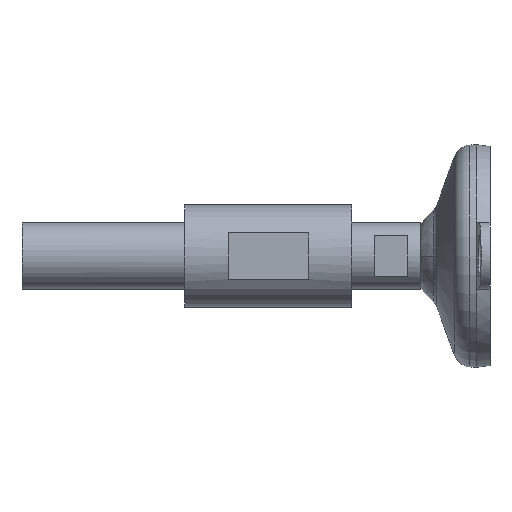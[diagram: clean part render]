
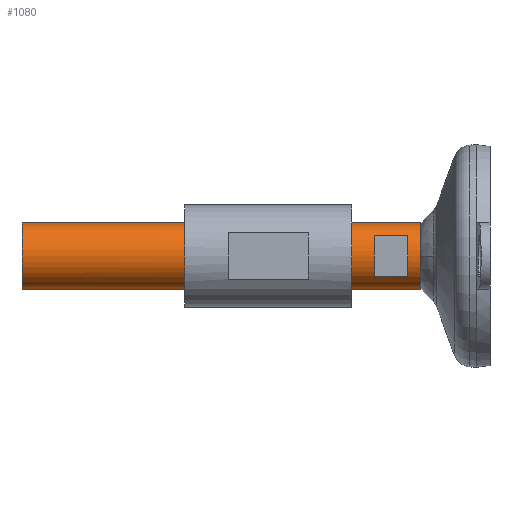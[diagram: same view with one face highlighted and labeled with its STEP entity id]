
A CAD part, left-side view. The second image highlights one B-rep face of the part: STEP entity #1080.
In plain terms, the highlighted cylindrical face has radius 15 mm (diameter 30 mm), a partial arc.
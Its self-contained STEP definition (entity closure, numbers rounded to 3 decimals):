
#5 = CARTESIAN_POINT ( 'NONE',  ( -12., 52., -9. ) ) ;
#28 = VERTEX_POINT ( 'NONE', #866 ) ;
#32 = CIRCLE ( 'NONE', #1112, 15. ) ;
#96 = EDGE_LOOP ( 'NONE', ( #984, #1512, #412, #706 ) ) ;
#111 = CARTESIAN_POINT ( 'NONE',  ( 0., 0., 15. ) ) ;
#117 = DIRECTION ( 'NONE',  ( 0., 0., 1. ) ) ;
#145 = EDGE_CURVE ( 'NONE', #838, #743, #32, .T. ) ;
#155 = VERTEX_POINT ( 'NONE', #841 ) ;
#168 = DIRECTION ( 'NONE',  ( 0., -1., 0. ) ) ;
#212 = AXIS2_PLACEMENT_3D ( 'NONE', #1464, #1198, #930 ) ;
#229 = CARTESIAN_POINT ( 'NONE',  ( 0., 31.274, 15. ) ) ;
#232 = CARTESIAN_POINT ( 'NONE',  ( -12., 0., 9. ) ) ;
#268 = VECTOR ( 'NONE', #527, 1000. ) ;
#289 = LINE ( 'NONE', #1206, #1429 ) ;
#322 = EDGE_CURVE ( 'NONE', #1197, #1057, #655, .T. ) ;
#362 = EDGE_CURVE ( 'NONE', #28, #743, #501, .T. ) ;
#373 = EDGE_CURVE ( 'NONE', #155, #838, #1297, .T. ) ;
#383 = AXIS2_PLACEMENT_3D ( 'NONE', #479, #584, #1004 ) ;
#412 = ORIENTED_EDGE ( 'NONE', *, *, #322, .T. ) ;
#416 = ORIENTED_EDGE ( 'NONE', *, *, #373, .F. ) ;
#428 = DIRECTION ( 'NONE',  ( 0., 1., 0. ) ) ;
#448 = CARTESIAN_POINT ( 'NONE',  ( -12., 37., 9. ) ) ;
#453 = EDGE_CURVE ( 'NONE', #1057, #1599, #495, .T. ) ;
#471 = CIRCLE ( 'NONE', #212, 15. ) ;
#479 = CARTESIAN_POINT ( 'NONE',  ( 0., 0., 0. ) ) ;
#495 = CIRCLE ( 'NONE', #632, 15. ) ;
#501 = LINE ( 'NONE', #1056, #562 ) ;
#527 = DIRECTION ( 'NONE',  ( 0., -1., 0. ) ) ;
#545 = AXIS2_PLACEMENT_3D ( 'NONE', #889, #1556, #117 ) ;
#556 = DIRECTION ( 'NONE',  ( 0., -1., 0. ) ) ;
#562 = VECTOR ( 'NONE', #1559, 1000. ) ;
#584 = DIRECTION ( 'NONE',  ( 0., -1., 0. ) ) ;
#625 = CARTESIAN_POINT ( 'NONE',  ( 0., 31.274, -15. ) ) ;
#632 = AXIS2_PLACEMENT_3D ( 'NONE', #804, #556, #691 ) ;
#655 = LINE ( 'NONE', #232, #268 ) ;
#691 = DIRECTION ( 'NONE',  ( 0., 0., -1. ) ) ;
#706 = ORIENTED_EDGE ( 'NONE', *, *, #453, .T. ) ;
#743 = VERTEX_POINT ( 'NONE', #625 ) ;
#756 = EDGE_CURVE ( 'NONE', #1281, #1197, #1287, .T. ) ;
#766 = CARTESIAN_POINT ( 'NONE',  ( 0., 31.274, 0. ) ) ;
#804 = CARTESIAN_POINT ( 'NONE',  ( 0., 37., 0. ) ) ;
#838 = VERTEX_POINT ( 'NONE', #229 ) ;
#841 = CARTESIAN_POINT ( 'NONE',  ( 0., 210., 15. ) ) ;
#866 = CARTESIAN_POINT ( 'NONE',  ( 0., 210., -15. ) ) ;
#889 = CARTESIAN_POINT ( 'NONE',  ( 0., 52., 0. ) ) ;
#930 = DIRECTION ( 'NONE',  ( 0., 0., -1. ) ) ;
#984 = ORIENTED_EDGE ( 'NONE', *, *, #1236, .T. ) ;
#1004 = DIRECTION ( 'NONE',  ( 0., 0., -1. ) ) ;
#1056 = CARTESIAN_POINT ( 'NONE',  ( 0., 0., -15. ) ) ;
#1057 = VERTEX_POINT ( 'NONE', #448 ) ;
#1080 = ADVANCED_FACE ( 'NONE', ( #1258, #1133 ), #1645, .T. ) ;
#1091 = DIRECTION ( 'NONE',  ( 0., 0., -1. ) ) ;
#1112 = AXIS2_PLACEMENT_3D ( 'NONE', #766, #168, #1091 ) ;
#1133 = FACE_BOUND ( 'NONE', #96, .T. ) ;
#1174 = CARTESIAN_POINT ( 'NONE',  ( -12., 52., 9. ) ) ;
#1186 = DIRECTION ( 'NONE',  ( 0., -1., 0. ) ) ;
#1197 = VERTEX_POINT ( 'NONE', #1174 ) ;
#1198 = DIRECTION ( 'NONE',  ( 0., -1., 0. ) ) ;
#1206 = CARTESIAN_POINT ( 'NONE',  ( -12., 0., -9. ) ) ;
#1216 = EDGE_CURVE ( 'NONE', #155, #28, #471, .T. ) ;
#1236 = EDGE_CURVE ( 'NONE', #1599, #1281, #289, .T. ) ;
#1258 = FACE_OUTER_BOUND ( 'NONE', #1392, .T. ) ;
#1281 = VERTEX_POINT ( 'NONE', #5 ) ;
#1287 = CIRCLE ( 'NONE', #545, 15. ) ;
#1297 = LINE ( 'NONE', #111, #1558 ) ;
#1392 = EDGE_LOOP ( 'NONE', ( #416, #1419, #1620, #1436 ) ) ;
#1419 = ORIENTED_EDGE ( 'NONE', *, *, #1216, .T. ) ;
#1420 = CARTESIAN_POINT ( 'NONE',  ( -12., 37., -9. ) ) ;
#1429 = VECTOR ( 'NONE', #428, 1000. ) ;
#1436 = ORIENTED_EDGE ( 'NONE', *, *, #145, .F. ) ;
#1464 = CARTESIAN_POINT ( 'NONE',  ( 0., 210., 0. ) ) ;
#1512 = ORIENTED_EDGE ( 'NONE', *, *, #756, .T. ) ;
#1556 = DIRECTION ( 'NONE',  ( 0., 1., 0. ) ) ;
#1558 = VECTOR ( 'NONE', #1186, 1000. ) ;
#1559 = DIRECTION ( 'NONE',  ( 0., -1., 0. ) ) ;
#1599 = VERTEX_POINT ( 'NONE', #1420 ) ;
#1620 = ORIENTED_EDGE ( 'NONE', *, *, #362, .T. ) ;
#1645 = CYLINDRICAL_SURFACE ( 'NONE', #383, 15. ) ;
